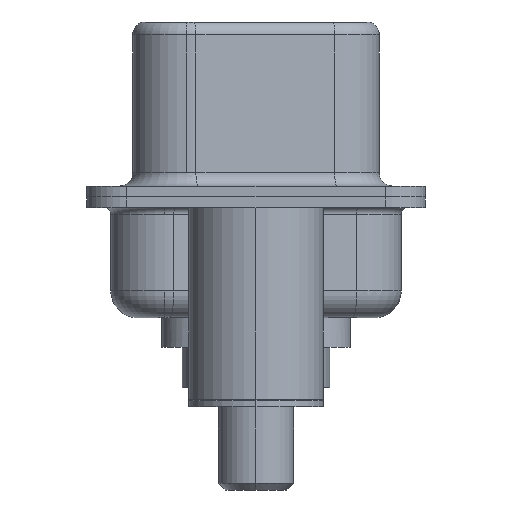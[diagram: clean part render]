
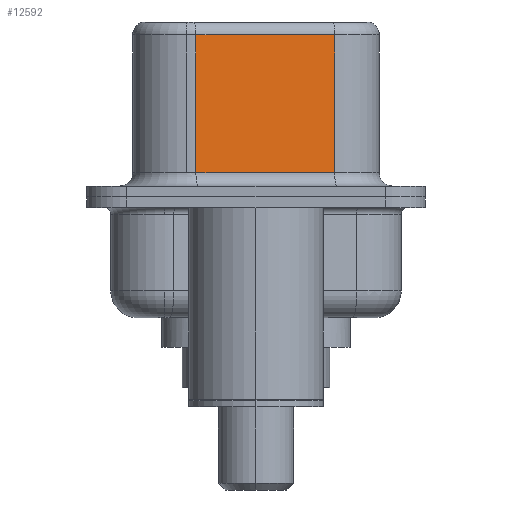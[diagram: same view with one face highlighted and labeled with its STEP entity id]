
A CAD part, left-side view. The second image highlights one B-rep face of the part: STEP entity #12592.
In plain terms, the highlighted planar face has unit normal (-0.985, -0.174, 0).
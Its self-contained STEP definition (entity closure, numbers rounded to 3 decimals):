
#172 = VERTEX_POINT ( 'NONE', #10815 ) ;
#2082 = CARTESIAN_POINT ( 'NONE',  ( 4.565, -2.927, 6.02 ) ) ;
#2407 = VECTOR ( 'NONE', #5543, 1000. ) ;
#2680 = ORIENTED_EDGE ( 'NONE', *, *, #16704, .T. ) ;
#4539 = DIRECTION ( 'NONE',  ( -0.174, 0.985, 0. ) ) ;
#5114 = ORIENTED_EDGE ( 'NONE', *, *, #11153, .F. ) ;
#5543 = DIRECTION ( 'NONE',  ( 0., 0., -1. ) ) ;
#5628 = ORIENTED_EDGE ( 'NONE', *, *, #11667, .T. ) ;
#5946 = VECTOR ( 'NONE', #15860, 1000. ) ;
#6038 = VERTEX_POINT ( 'NONE', #2082 ) ;
#6325 = CARTESIAN_POINT ( 'NONE',  ( 4.565, -2.927, 6.52 ) ) ;
#7291 = CARTESIAN_POINT ( 'NONE',  ( 3.655, 2.233, 6.02 ) ) ;
#7555 = CARTESIAN_POINT ( 'NONE',  ( 4.565, -2.927, 6.52 ) ) ;
#7566 = EDGE_LOOP ( 'NONE', ( #5114, #2680, #16306, #5628 ) ) ;
#8007 = VECTOR ( 'NONE', #12575, 1000. ) ;
#8036 = EDGE_CURVE ( 'NONE', #18918, #172, #10126, .T. ) ;
#8143 = LINE ( 'NONE', #6325, #11745 ) ;
#9192 = CARTESIAN_POINT ( 'NONE',  ( 4.565, -2.927, 0.9 ) ) ;
#9773 = CARTESIAN_POINT ( 'NONE',  ( 4.565, -2.927, 0.9 ) ) ;
#10126 = LINE ( 'NONE', #19377, #2407 ) ;
#10815 = CARTESIAN_POINT ( 'NONE',  ( 3.655, 2.233, 0.9 ) ) ;
#10919 = DIRECTION ( 'NONE',  ( 0., 0., -1. ) ) ;
#11044 = CARTESIAN_POINT ( 'NONE',  ( 4.565, -2.927, 6.02 ) ) ;
#11153 = EDGE_CURVE ( 'NONE', #6038, #12616, #8143, .T. ) ;
#11667 = EDGE_CURVE ( 'NONE', #172, #12616, #15092, .T. ) ;
#11745 = VECTOR ( 'NONE', #10919, 1000. ) ;
#12096 = LINE ( 'NONE', #11044, #8007 ) ;
#12575 = DIRECTION ( 'NONE',  ( -0.174, 0.985, 0. ) ) ;
#12592 = ADVANCED_FACE ( 'NONE', ( #18657 ), #13715, .F. ) ;
#12616 = VERTEX_POINT ( 'NONE', #9192 ) ;
#13715 = PLANE ( 'NONE',  #14835 ) ;
#13779 = DIRECTION ( 'NONE',  ( 0.985, 0.174, 0. ) ) ;
#14835 = AXIS2_PLACEMENT_3D ( 'NONE', #7555, #13779, #4539 ) ;
#15092 = LINE ( 'NONE', #9773, #5946 ) ;
#15860 = DIRECTION ( 'NONE',  ( 0.174, -0.985, 0. ) ) ;
#16306 = ORIENTED_EDGE ( 'NONE', *, *, #8036, .T. ) ;
#16704 = EDGE_CURVE ( 'NONE', #6038, #18918, #12096, .T. ) ;
#18657 = FACE_OUTER_BOUND ( 'NONE', #7566, .T. ) ;
#18918 = VERTEX_POINT ( 'NONE', #7291 ) ;
#19377 = CARTESIAN_POINT ( 'NONE',  ( 3.655, 2.233, 6.52 ) ) ;
